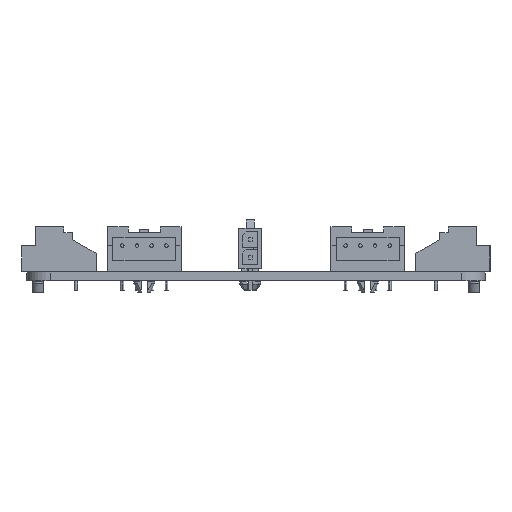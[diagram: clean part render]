
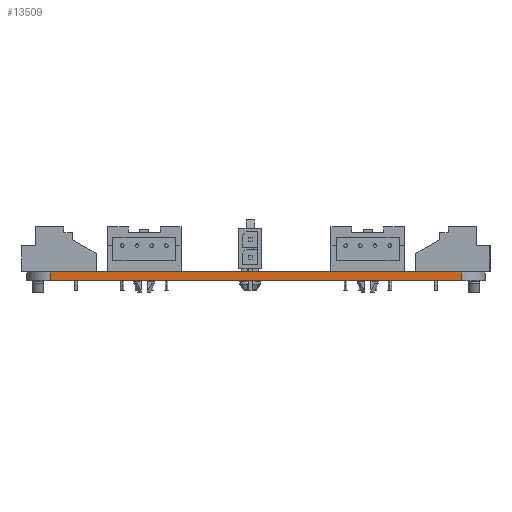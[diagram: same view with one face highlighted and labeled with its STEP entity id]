
A CAD part, left-side view. The second image highlights one B-rep face of the part: STEP entity #13509.
In plain terms, the highlighted planar face has unit normal (-1, 0, 0).
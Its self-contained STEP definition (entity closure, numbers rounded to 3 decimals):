
#11166 = VERTEX_POINT('',#11167);
#11167 = CARTESIAN_POINT('',(57.,-56.,0.));
#11174 = EDGE_CURVE('',#11175,#11166,#11177,.T.);
#11175 = VERTEX_POINT('',#11176);
#11176 = CARTESIAN_POINT('',(57.,-126.,0.));
#11177 = LINE('',#11178,#11179);
#11178 = CARTESIAN_POINT('',(57.,-126.,0.));
#11179 = VECTOR('',#11180,1.);
#11180 = DIRECTION('',(0.,1.,0.));
#12324 = VERTEX_POINT('',#12325);
#12325 = CARTESIAN_POINT('',(57.,-56.,1.51));
#12332 = EDGE_CURVE('',#12333,#12324,#12335,.T.);
#12333 = VERTEX_POINT('',#12334);
#12334 = CARTESIAN_POINT('',(57.,-126.,1.51));
#12335 = LINE('',#12336,#12337);
#12336 = CARTESIAN_POINT('',(57.,-126.,1.51));
#12337 = VECTOR('',#12338,1.);
#12338 = DIRECTION('',(0.,1.,0.));
#13479 = EDGE_CURVE('',#11166,#12324,#13480,.T.);
#13480 = LINE('',#13481,#13482);
#13481 = CARTESIAN_POINT('',(57.,-56.,0.));
#13482 = VECTOR('',#13483,1.);
#13483 = DIRECTION('',(0.,0.,1.));
#13509 = ADVANCED_FACE('',(#13510),#13521,.T.);
#13510 = FACE_BOUND('',#13511,.T.);
#13511 = EDGE_LOOP('',(#13512,#13518,#13519,#13520));
#13512 = ORIENTED_EDGE('',*,*,#13513,.T.);
#13513 = EDGE_CURVE('',#11175,#12333,#13514,.T.);
#13514 = LINE('',#13515,#13516);
#13515 = CARTESIAN_POINT('',(57.,-126.,0.));
#13516 = VECTOR('',#13517,1.);
#13517 = DIRECTION('',(0.,0.,1.));
#13518 = ORIENTED_EDGE('',*,*,#12332,.T.);
#13519 = ORIENTED_EDGE('',*,*,#13479,.F.);
#13520 = ORIENTED_EDGE('',*,*,#11174,.F.);
#13521 = PLANE('',#13522);
#13522 = AXIS2_PLACEMENT_3D('',#13523,#13524,#13525);
#13523 = CARTESIAN_POINT('',(57.,-126.,0.));
#13524 = DIRECTION('',(-1.,0.,0.));
#13525 = DIRECTION('',(0.,1.,0.));
